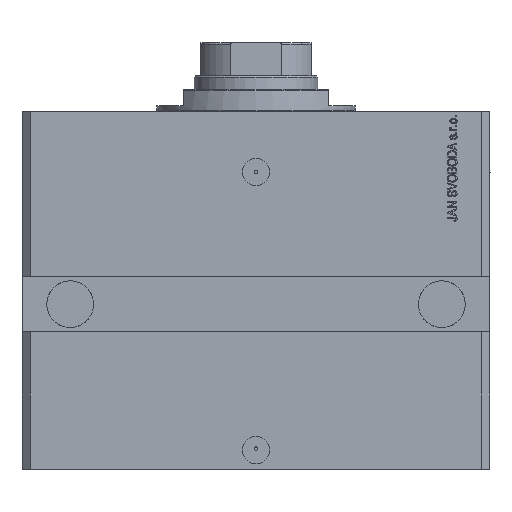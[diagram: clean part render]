
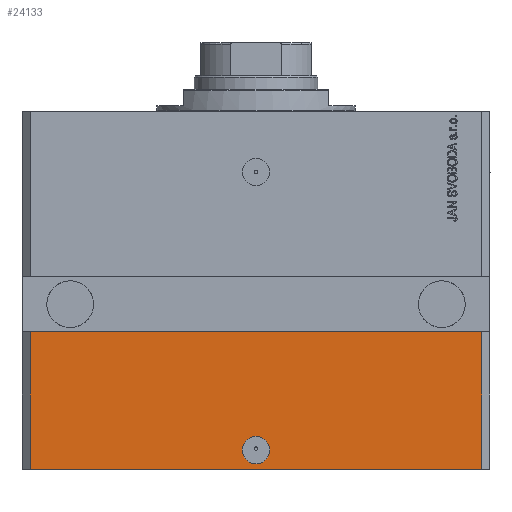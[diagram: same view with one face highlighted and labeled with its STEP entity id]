
A CAD part, front view. The second image highlights one B-rep face of the part: STEP entity #24133.
In plain terms, the highlighted planar face has unit normal (0, -1, 0).
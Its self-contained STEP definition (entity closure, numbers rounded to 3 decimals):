
#374 = EDGE_CURVE ( 'NONE', #5462, #13148, #27018, .T. ) ;
#654 = DIRECTION ( 'NONE',  ( 0., 0., -1. ) ) ;
#1396 = DIRECTION ( 'NONE',  ( 1., 0., 0. ) ) ;
#2117 = ORIENTED_EDGE ( 'NONE', *, *, #4880, .F. ) ;
#2749 = ORIENTED_EDGE ( 'NONE', *, *, #44587, .T. ) ;
#2893 = CARTESIAN_POINT ( 'NONE',  ( 5., -70., -123. ) ) ;
#3611 = CIRCLE ( 'NONE', #35204, 5. ) ;
#4663 = CARTESIAN_POINT ( 'NONE',  ( -85., -70., -80. ) ) ;
#4880 = EDGE_CURVE ( 'NONE', #42700, #10319, #11630, .T. ) ;
#5462 = VERTEX_POINT ( 'NONE', #19805 ) ;
#7785 = DIRECTION ( 'NONE',  ( 1., 0., 0. ) ) ;
#8891 = CARTESIAN_POINT ( 'NONE',  ( 82., -70., -130. ) ) ;
#10238 = CARTESIAN_POINT ( 'NONE',  ( 82., -70., -130. ) ) ;
#10277 = CARTESIAN_POINT ( 'NONE',  ( -82., -70., -130. ) ) ;
#10319 = VERTEX_POINT ( 'NONE', #12892 ) ;
#10639 = VERTEX_POINT ( 'NONE', #10238 ) ;
#10834 = DIRECTION ( 'NONE',  ( 0., -1., 0. ) ) ;
#11508 = LINE ( 'NONE', #38186, #37475 ) ;
#11630 = LINE ( 'NONE', #4663, #25391 ) ;
#11778 = VECTOR ( 'NONE', #13259, 1000. ) ;
#12159 = CARTESIAN_POINT ( 'NONE',  ( -82., -70., -130. ) ) ;
#12492 = EDGE_LOOP ( 'NONE', ( #36235, #31534 ) ) ;
#12892 = CARTESIAN_POINT ( 'NONE',  ( 82., -70., -80. ) ) ;
#13148 = VERTEX_POINT ( 'NONE', #2893 ) ;
#13259 = DIRECTION ( 'NONE',  ( 0., 0., 1. ) ) ;
#14343 = EDGE_LOOP ( 'NONE', ( #2117, #30465, #31474, #2749 ) ) ;
#14782 = FACE_BOUND ( 'NONE', #12492, .T. ) ;
#15200 = AXIS2_PLACEMENT_3D ( 'NONE', #16743, #42956, #1396 ) ;
#16743 = CARTESIAN_POINT ( 'NONE',  ( 0., -70., -123. ) ) ;
#17005 = EDGE_CURVE ( 'NONE', #13148, #5462, #3611, .T. ) ;
#19805 = CARTESIAN_POINT ( 'NONE',  ( -5., -70., -123. ) ) ;
#19908 = VERTEX_POINT ( 'NONE', #12159 ) ;
#20265 = DIRECTION ( 'NONE',  ( 0., 0., 1. ) ) ;
#21278 = CARTESIAN_POINT ( 'NONE',  ( 0., -70., -123. ) ) ;
#23138 = VECTOR ( 'NONE', #20265, 1000. ) ;
#24133 = ADVANCED_FACE ( 'NONE', ( #14782, #37524 ), #44950, .T. ) ;
#24418 = EDGE_CURVE ( 'NONE', #19908, #42700, #39702, .T. ) ;
#25391 = VECTOR ( 'NONE', #35080, 1000. ) ;
#25972 = DIRECTION ( 'NONE',  ( 1., 0., 0. ) ) ;
#27018 = CIRCLE ( 'NONE', #15200, 5. ) ;
#30465 = ORIENTED_EDGE ( 'NONE', *, *, #24418, .F. ) ;
#31474 = ORIENTED_EDGE ( 'NONE', *, *, #47443, .T. ) ;
#31534 = ORIENTED_EDGE ( 'NONE', *, *, #374, .F. ) ;
#32273 = AXIS2_PLACEMENT_3D ( 'NONE', #41234, #10834, #654 ) ;
#33529 = CARTESIAN_POINT ( 'NONE',  ( -82., -70., -80. ) ) ;
#35080 = DIRECTION ( 'NONE',  ( 1., 0., 0. ) ) ;
#35204 = AXIS2_PLACEMENT_3D ( 'NONE', #21278, #36845, #25972 ) ;
#36235 = ORIENTED_EDGE ( 'NONE', *, *, #17005, .F. ) ;
#36845 = DIRECTION ( 'NONE',  ( 0., -1., 0. ) ) ;
#37475 = VECTOR ( 'NONE', #7785, 1000. ) ;
#37524 = FACE_OUTER_BOUND ( 'NONE', #14343, .T. ) ;
#38186 = CARTESIAN_POINT ( 'NONE',  ( -82., -70., -130. ) ) ;
#39702 = LINE ( 'NONE', #10277, #11778 ) ;
#41234 = CARTESIAN_POINT ( 'NONE',  ( -82., -70., -130. ) ) ;
#42700 = VERTEX_POINT ( 'NONE', #33529 ) ;
#42765 = LINE ( 'NONE', #8891, #23138 ) ;
#42956 = DIRECTION ( 'NONE',  ( 0., -1., 0. ) ) ;
#44587 = EDGE_CURVE ( 'NONE', #10639, #10319, #42765, .T. ) ;
#44950 = PLANE ( 'NONE',  #32273 ) ;
#47443 = EDGE_CURVE ( 'NONE', #19908, #10639, #11508, .T. ) ;
